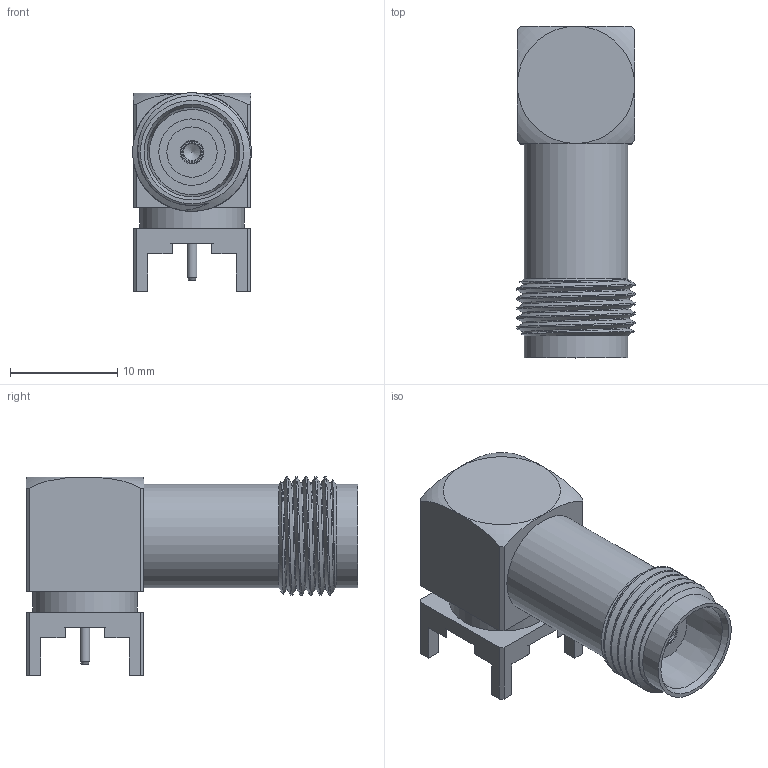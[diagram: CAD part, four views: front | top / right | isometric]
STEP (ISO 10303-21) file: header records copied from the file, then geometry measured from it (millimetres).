
FILE_DESCRIPTION(/* description */ ('Unknown'),/* implementation_level */ '2;1');
FILE_NAME(/* name */ '67011002241507',/* time_stamp */ '2024-08-08T15:30:02+02:00',/* author */ ('Unknown'),/* organization */ ('Unknown'),/* preprocessor_version */ 'ST-DEVELOPER v19.4',/* originating_system */ 'Solid Edge',/* authorisation */ 'Unknown');
FILE_SCHEMA (('AUTOMOTIVE_DESIGN {1 0 10303 214 3 1 1}'));
Length unit declared in the file: millimetre
Products named in the file (1): 67011002241507
Bounding box: 11.08 x 31 x 18.54 mm (x, y, z)
Volume: 2668.8 mm3; surface area: 2654.5 mm2
Topology: 1 solids, 1 shells, 99 faces, 253 edges, 166 vertices
Faces by surface type: plane 61, cylinder 19, cone 16, bspline 2, torus 1
Full cylindrical faces by diameter (mm): 0.9 x1, 1.5 x1, 1.6 x1, 2.2 x1, 4.7 x1, 4.9 x1, 6.2 x1, 6.9 x1, 7.95 x2, 9.65 x2, 9.8 x1
Entity records: 4827 total; most frequent: CARTESIAN_POINT 1878, DIRECTION 467, ORIENTED_EDGE 432, EDGE_CURVE 216, AXIS2_PLACEMENT_3D 179, VERTEX_POINT 152, FACE_BOUND 132, EDGE_LOOP 131
